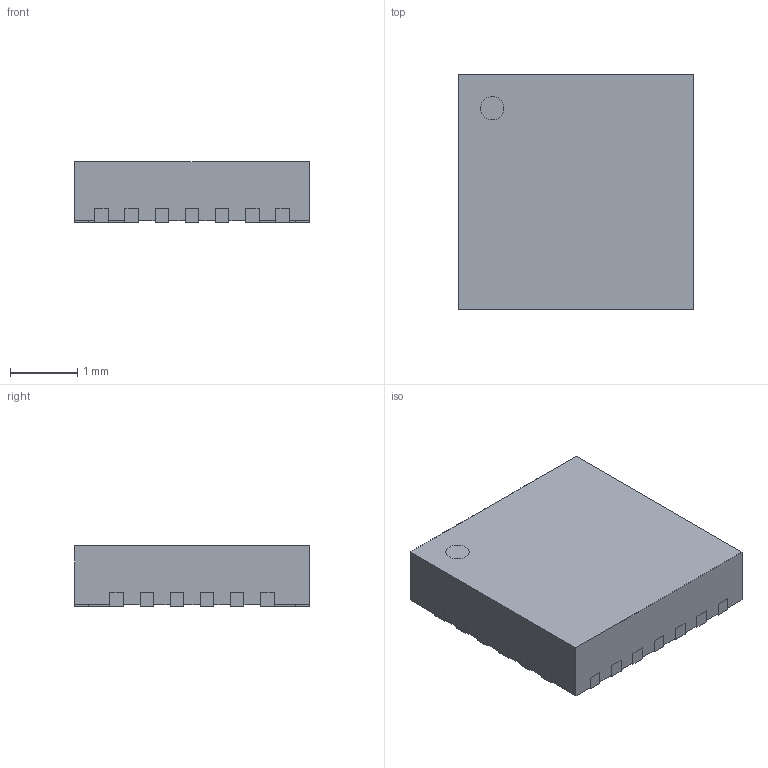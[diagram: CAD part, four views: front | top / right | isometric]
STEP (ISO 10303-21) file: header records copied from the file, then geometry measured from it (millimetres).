
FILE_DESCRIPTION (( 'STEP AP214' ), '1' );
FILE_NAME ('MP2731 (QFN-26, 3.5x3.5).STEP', '2022-08-04T23:14:29', ( '' ), ( '' ), 'SwSTEP 2.0', 'SolidWorks 2021', '' );
FILE_SCHEMA (( 'AUTOMOTIVE_DESIGN' ));
Length unit declared in the file: millimetre
Products named in the file (1): MP2731 (QFN-26, 3.5x3.5)
Bounding box: 3.5 x 3.5 x 0.9 mm (x, y, z)
Volume: 10.8 mm3; surface area: 56.8 mm2
Topology: 23 solids, 23 shells, 341 faces, 882 edges, 588 vertices
Faces by surface type: plane 261, cylinder 80
Entity records: 10579 total; most frequent: CARTESIAN_POINT 1812, ORIENTED_EDGE 1764, DIRECTION 1726, EDGE_CURVE 882, LINE 722, VECTOR 722, VERTEX_POINT 588, AXIS2_PLACEMENT_3D 502
